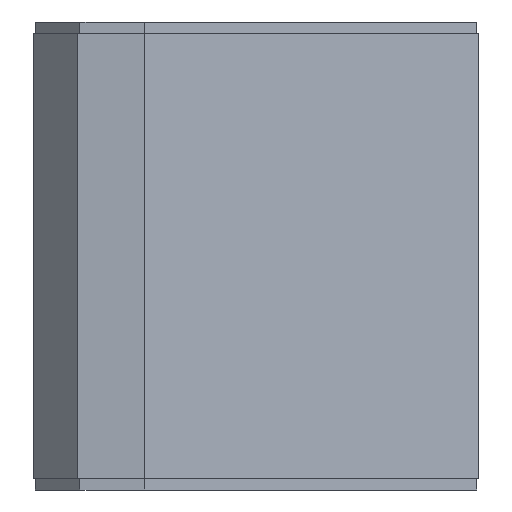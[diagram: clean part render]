
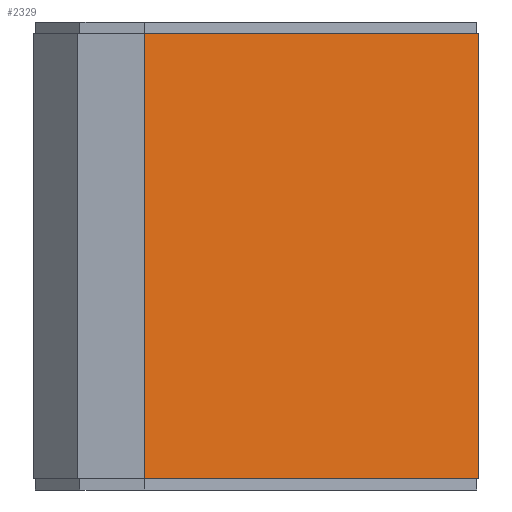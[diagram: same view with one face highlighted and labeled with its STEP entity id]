
A CAD part, left-side view. The second image highlights one B-rep face of the part: STEP entity #2329.
In plain terms, the highlighted planar face has unit normal (-0.981, -0.196, 0).
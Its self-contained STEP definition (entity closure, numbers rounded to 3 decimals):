
#242 = EDGE_CURVE ( 'NONE', #2828, #2849, #1461, .T. ) ;
#309 = VECTOR ( 'NONE', #1181, 1000. ) ;
#363 = VECTOR ( 'NONE', #1130, 1000. ) ;
#412 = VECTOR ( 'NONE', #1459, 1000. ) ;
#604 = AXIS2_PLACEMENT_3D ( 'NONE', #1069, #1062, #1061 ) ;
#713 = VECTOR ( 'NONE', #1193, 1000. ) ;
#863 = EDGE_LOOP ( 'NONE', ( #3347, #3348, #3349, #3350 ) ) ;
#1061 = DIRECTION ( 'NONE',  ( -0.196, 0.981, 0. ) ) ;
#1062 = DIRECTION ( 'NONE',  ( 0.981, 0.196, 0. ) ) ;
#1065 = PLANE ( 'NONE',  #604 ) ;
#1066 = FACE_OUTER_BOUND ( 'NONE', #863, .T. ) ;
#1069 = CARTESIAN_POINT ( 'NONE',  ( -27.5, 0., -21. ) ) ;
#1130 = DIRECTION ( 'NONE',  ( 0., 0., 1. ) ) ;
#1149 = LINE ( 'NONE', #1166, #363 ) ;
#1166 = CARTESIAN_POINT ( 'NONE',  ( -27.5, 0., -21. ) ) ;
#1181 = DIRECTION ( 'NONE',  ( 0., 0., 1. ) ) ;
#1182 = CARTESIAN_POINT ( 'NONE',  ( -24.5, -15., -21. ) ) ;
#1183 = LINE ( 'NONE', #1182, #309 ) ;
#1193 = DIRECTION ( 'NONE',  ( 0.196, -0.981, 0. ) ) ;
#1194 = CARTESIAN_POINT ( 'NONE',  ( -26.346, -5.769, -20. ) ) ;
#1206 = LINE ( 'NONE', #1194, #713 ) ;
#1320 = EDGE_CURVE ( 'NONE', #2850, #2851, #1206, .T. ) ;
#1328 = EDGE_CURVE ( 'NONE', #2851, #2828, #1183, .T. ) ;
#1350 = EDGE_CURVE ( 'NONE', #2850, #2849, #1149, .T. ) ;
#1459 = DIRECTION ( 'NONE',  ( -0.196, 0.981, 0. ) ) ;
#1460 = CARTESIAN_POINT ( 'NONE',  ( -27.5, 0., 0. ) ) ;
#1461 = LINE ( 'NONE', #1460, #412 ) ;
#2329 = ADVANCED_FACE ( 'NONE', ( #1066 ), #1065, .F. ) ;
#2534 = CARTESIAN_POINT ( 'NONE',  ( -24.5, -15., -20. ) ) ;
#2536 = CARTESIAN_POINT ( 'NONE',  ( -27.5, 0., -20. ) ) ;
#2537 = CARTESIAN_POINT ( 'NONE',  ( -27.5, 0., 0. ) ) ;
#2568 = CARTESIAN_POINT ( 'NONE',  ( -24.5, -15., 0. ) ) ;
#2828 = VERTEX_POINT ( 'NONE', #2568 ) ;
#2849 = VERTEX_POINT ( 'NONE', #2537 ) ;
#2850 = VERTEX_POINT ( 'NONE', #2536 ) ;
#2851 = VERTEX_POINT ( 'NONE', #2534 ) ;
#3347 = ORIENTED_EDGE ( 'NONE', *, *, #1320, .T. ) ;
#3348 = ORIENTED_EDGE ( 'NONE', *, *, #1328, .T. ) ;
#3349 = ORIENTED_EDGE ( 'NONE', *, *, #242, .T. ) ;
#3350 = ORIENTED_EDGE ( 'NONE', *, *, #1350, .F. ) ;
